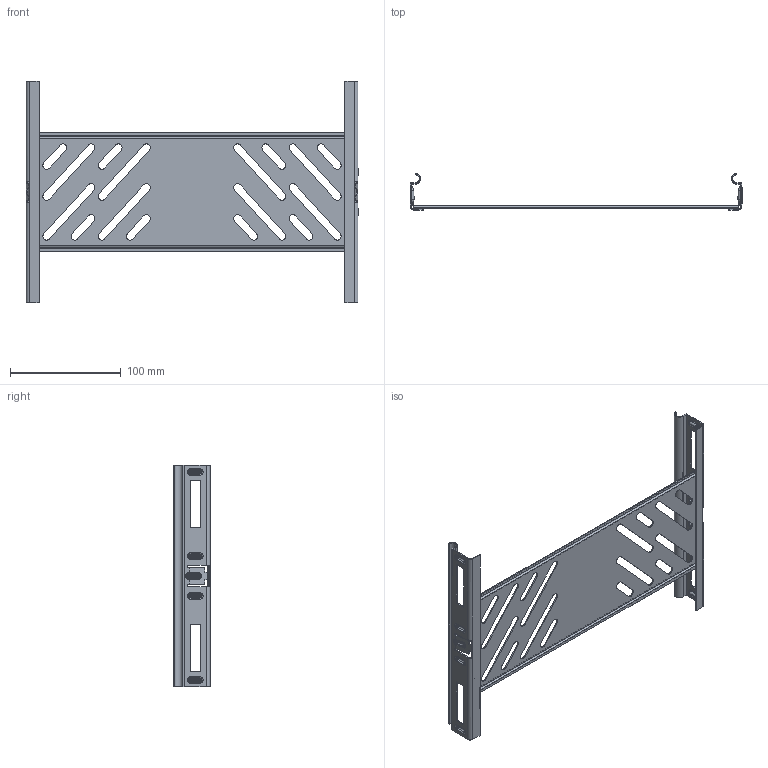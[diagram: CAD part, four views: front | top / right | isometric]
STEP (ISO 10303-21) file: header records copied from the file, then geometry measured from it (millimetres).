
FILE_DESCRIPTION (( 'STEP AP214' ), '1' );
FILE_NAME ('6068904.STP', '2017-04-12T07:10:55', ( '' ), ( '' ), 'SwSTEP 2.0', 'SolidWorks 2016', '' );
FILE_SCHEMA (( 'AUTOMOTIVE_DESIGN' ));
Length unit declared in the file: millimetre
Products named in the file (3): 040599_300; 040579_35; 6068904
Assembly tree (3 placements, depth 2):
  6068904
    040579_35  x2
    040599_300
Bounding box: 300 x 33.2 x 200 mm (x, y, z)
Volume: 46594.1 mm3; surface area: 97479.4 mm2
Topology: 3 solids, 3 shells, 579 faces, 1503 edges, 942 vertices
Faces by surface type: plane 216, cylinder 195, torus 144, bspline 24
Entity records: 12212 total; most frequent: CARTESIAN_POINT 2269, DIRECTION 2163, ORIENTED_EDGE 2034, EDGE_CURVE 1017, AXIS2_PLACEMENT_3D 797, VERTEX_POINT 648, LINE 569, VECTOR 569
